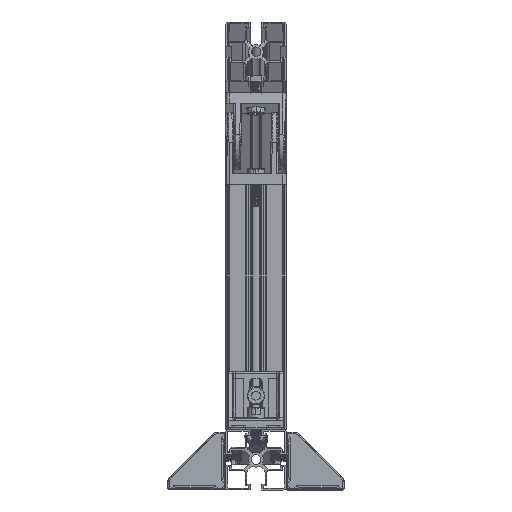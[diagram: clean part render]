
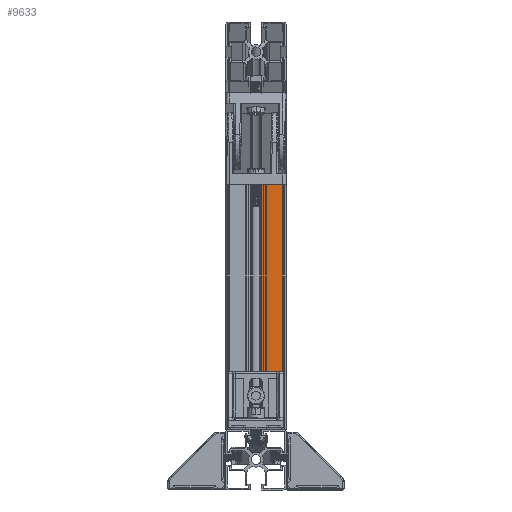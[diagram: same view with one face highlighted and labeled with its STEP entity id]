
A CAD part, left-side view. The second image highlights one B-rep face of the part: STEP entity #9633.
In plain terms, the highlighted free-form (B-spline) face has degree [1, 1] with [2, 2] control points.
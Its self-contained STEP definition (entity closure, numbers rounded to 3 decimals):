
#9581=CARTESIAN_POINT('',(-40.816,34.898,-22.5));
#9582=VERTEX_POINT('',#9581);
#9589=CARTESIAN_POINT('',(141.184,34.898,-22.5));
#9590=VERTEX_POINT('',#9589);
#9591=CARTESIAN_POINT('',(-40.816,34.898,-22.5));
#9592=CARTESIAN_POINT('',(141.184,34.898,-22.5));
#9593=B_SPLINE_CURVE_WITH_KNOTS('',1,(#9591,#9592),.POLYLINE_FORM.,.F.,.U.,(2,2),(0.,1.),.UNSPECIFIED.);
#9594=EDGE_CURVE('',#9582,#9590,#9593,.T.);
#9606=CARTESIAN_POINT('',(-92.688,186.77,-22.5));
#9607=CARTESIAN_POINT('',(-92.688,-116.974,-22.5));
#9608=CARTESIAN_POINT('',(211.056,186.77,-22.5));
#9609=CARTESIAN_POINT('',(211.056,-116.974,-22.5));
#9610=B_SPLINE_SURFACE_WITH_KNOTS('',1,1,((#9606,#9607),(#9608,#9609)),.PLANE_SURF.,.F.,.F.,.U.,(2,2),(2,2),(0.,1.),(0.,1.),.UNSPECIFIED.);
#9611=CARTESIAN_POINT('',(-40.816,50.747,-22.5));
#9612=VERTEX_POINT('',#9611);
#9613=CARTESIAN_POINT('',(-40.816,34.898,-22.5));
#9614=CARTESIAN_POINT('',(-40.816,50.747,-22.5));
#9615=B_SPLINE_CURVE_WITH_KNOTS('',1,(#9613,#9614),.POLYLINE_FORM.,.F.,.U.,(2,2),(0.,1.),.UNSPECIFIED.);
#9616=EDGE_CURVE('',#9582,#9612,#9615,.T.);
#9617=ORIENTED_EDGE('',*,*,#9616,.T.);
#9618=CARTESIAN_POINT('',(141.184,50.747,-22.5));
#9619=VERTEX_POINT('',#9618);
#9620=CARTESIAN_POINT('',(-40.816,50.747,-22.5));
#9621=CARTESIAN_POINT('',(141.184,50.747,-22.5));
#9622=B_SPLINE_CURVE_WITH_KNOTS('',1,(#9620,#9621),.POLYLINE_FORM.,.F.,.U.,(2,2),(0.,1.),.UNSPECIFIED.);
#9623=EDGE_CURVE('',#9612,#9619,#9622,.T.);
#9624=ORIENTED_EDGE('',*,*,#9623,.T.);
#9625=CARTESIAN_POINT('',(141.184,34.898,-22.5));
#9626=CARTESIAN_POINT('',(141.184,50.747,-22.5));
#9627=B_SPLINE_CURVE_WITH_KNOTS('',1,(#9625,#9626),.POLYLINE_FORM.,.F.,.U.,(2,2),(0.,1.),.UNSPECIFIED.);
#9628=EDGE_CURVE('',#9590,#9619,#9627,.T.);
#9629=ORIENTED_EDGE('',*,*,#9628,.F.);
#9630=ORIENTED_EDGE('',*,*,#9594,.F.);
#9631=EDGE_LOOP('',(#9617,#9624,#9629,#9630));
#9632=FACE_OUTER_BOUND('',#9631,.T.);
#9633=ADVANCED_FACE('',(#9632),#9610,.T.);
